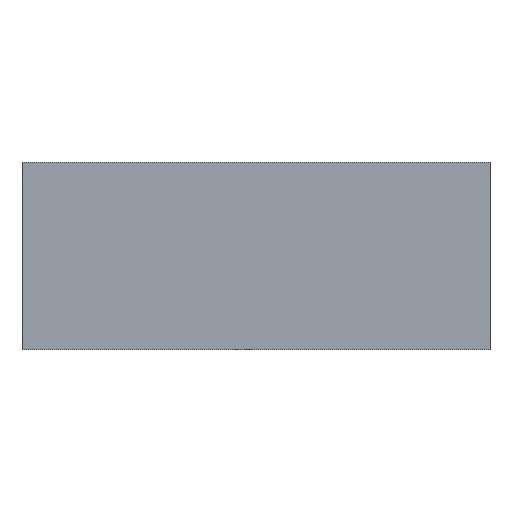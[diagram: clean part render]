
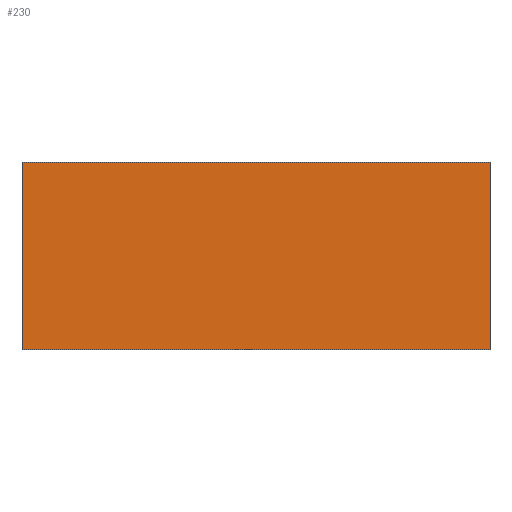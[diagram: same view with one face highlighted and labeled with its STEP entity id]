
A CAD part, left-side view. The second image highlights one B-rep face of the part: STEP entity #230.
In plain terms, the highlighted planar face has unit normal (-1, 0, 0).
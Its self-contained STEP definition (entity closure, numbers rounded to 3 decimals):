
#230 = ADVANCED_FACE( '', ( #643 ), #644, .F. );
#643 = FACE_OUTER_BOUND( '', #1217, .T. );
#644 = PLANE( '', #1218 );
#1217 = EDGE_LOOP( '', ( #2020, #2021, #2022, #2023 ) );
#1218 = AXIS2_PLACEMENT_3D( '', #2024, #2025, #2026 );
#2020 = ORIENTED_EDGE( '', *, *, #4138, .T. );
#2021 = ORIENTED_EDGE( '', *, *, #4139, .F. );
#2022 = ORIENTED_EDGE( '', *, *, #4065, .F. );
#2023 = ORIENTED_EDGE( '', *, *, #4140, .T. );
#2024 = CARTESIAN_POINT( '', ( -105., 30., 12. ) );
#2025 = DIRECTION( '', ( 1., 0., 0. ) );
#2026 = DIRECTION( '', ( 0., 0., -1. ) );
#4065 = EDGE_CURVE( '', #4806, #4807, #4808, .T. );
#4138 = EDGE_CURVE( '', #4932, #4933, #4934, .T. );
#4139 = EDGE_CURVE( '', #4807, #4933, #4935, .T. );
#4140 = EDGE_CURVE( '', #4806, #4932, #4936, .T. );
#4806 = VERTEX_POINT( '', #6239 );
#4807 = VERTEX_POINT( '', #6240 );
#4808 = LINE( '', #6241, #6242 );
#4932 = VERTEX_POINT( '', #6649 );
#4933 = VERTEX_POINT( '', #6650 );
#4934 = LINE( '', #6651, #6652 );
#4935 = LINE( '', #6653, #6654 );
#4936 = LINE( '', #6655, #6656 );
#6239 = CARTESIAN_POINT( '', ( -105., 30., 12. ) );
#6240 = CARTESIAN_POINT( '', ( -105., 0., 12. ) );
#6241 = CARTESIAN_POINT( '', ( -105., 30., 12. ) );
#6242 = VECTOR( '', #8122, 1000. );
#6649 = CARTESIAN_POINT( '', ( -105., 30., 0. ) );
#6650 = CARTESIAN_POINT( '', ( -105., 0., 0. ) );
#6651 = CARTESIAN_POINT( '', ( -105., 30., 0. ) );
#6652 = VECTOR( '', #8189, 1000. );
#6653 = CARTESIAN_POINT( '', ( -105., 0., 12. ) );
#6654 = VECTOR( '', #8190, 1000. );
#6655 = CARTESIAN_POINT( '', ( -105., 30., 12. ) );
#6656 = VECTOR( '', #8191, 1000. );
#8122 = DIRECTION( '', ( 0., -1., 0. ) );
#8189 = DIRECTION( '', ( 0., -1., 0. ) );
#8190 = DIRECTION( '', ( 0., 0., -1. ) );
#8191 = DIRECTION( '', ( 0., 0., -1. ) );
